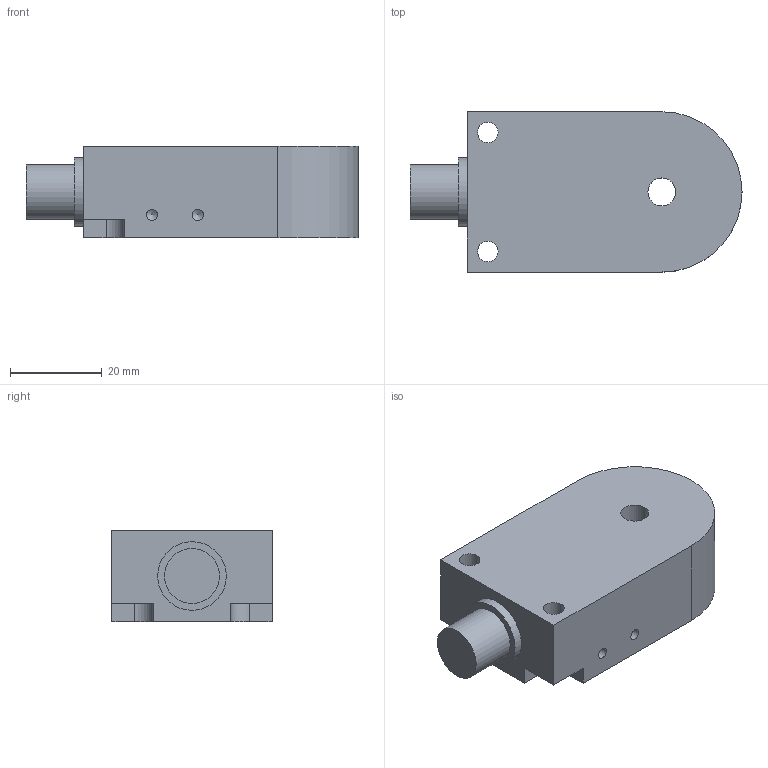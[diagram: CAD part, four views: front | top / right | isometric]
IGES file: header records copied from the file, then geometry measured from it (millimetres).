
Global section: file name: No Iges File Name specified; native system: AutoDesk Inventor R10; preprocessor: AutoDesk Inventor Iges Exporter R10; author: No Author specified; organization: No Organization specified; date: 20080515.134819; units: millimetre
Bounding box: 72.5 x 35 x 20 mm (x, y, z)
Volume: 39184.8 mm3; surface area: 9082.2 mm2
Topology: 2 solids, 2 shells, 139 faces, 327 edges, 218 vertices
Faces by surface type: plane 123, revolution 8, cylinder 4, bspline 4
Full cylindrical faces by diameter (mm): 3 x1, 12 x1, 15 x1
